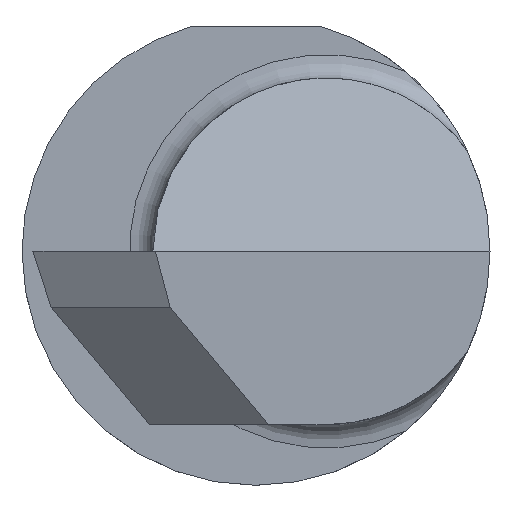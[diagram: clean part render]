
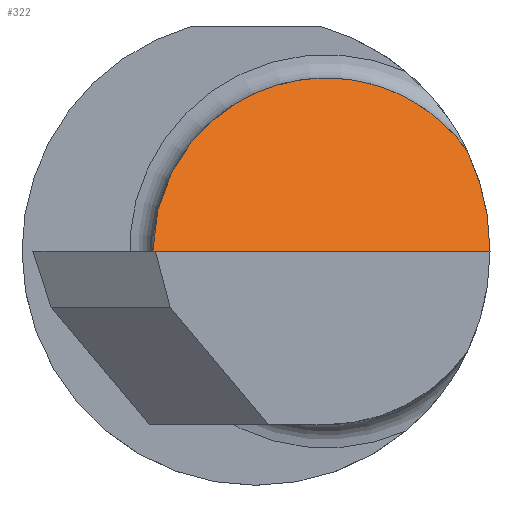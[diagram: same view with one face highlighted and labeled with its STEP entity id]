
A CAD part, left-side view. The second image highlights one B-rep face of the part: STEP entity #322.
In plain terms, the highlighted planar face has unit normal (-0.707, 0, 0.707).
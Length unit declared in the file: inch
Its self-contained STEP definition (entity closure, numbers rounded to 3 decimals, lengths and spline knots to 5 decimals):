
#10 = PLANE ( 'NONE',  #853 ) ;
#84 = CARTESIAN_POINT ( 'NONE',  ( -3.03305, -0.2258, 0.10695 ) ) ;
#111 = CARTESIAN_POINT ( 'NONE',  ( -3.03305, -0.2258, 0.10695 ) ) ;
#143 = DIRECTION ( 'NONE',  ( -0.707, 0., -0.707 ) ) ;
#163 = CARTESIAN_POINT ( 'NONE',  ( -3.14, 0.11015, 0. ) ) ;
#186 = VERTEX_POINT ( 'NONE', #342 ) ;
#252 = CARTESIAN_POINT ( 'NONE',  ( -3.14, -0.25, 0. ) ) ;
#322 = ADVANCED_FACE ( 'NONE', ( #642 ), #10, .F. ) ;
#342 = CARTESIAN_POINT ( 'NONE',  ( -3.14, -0.24985, 0. ) ) ;
#366 = CARTESIAN_POINT ( 'NONE',  ( -3.14, 0.11015, 0. ) ) ;
#386 = ORIENTED_EDGE ( 'NONE', *, *, #509, .F. ) ;
#396 = EDGE_LOOP ( 'NONE', ( #435, #386, #616 ) ) ;
#399 = DIRECTION ( 'NONE',  ( 0., 1., 0. ) ) ;
#405 = CARTESIAN_POINT ( 'NONE',  ( -3.14, -0.24985, 0. ) ) ;
#435 = ORIENTED_EDGE ( 'NONE', *, *, #848, .F. ) ;
#448 = VERTEX_POINT ( 'NONE', #505 ) ;
#449 =( BOUNDED_CURVE ( )  B_SPLINE_CURVE ( 3, ( #366, #854, #508, #84 ),
 .UNSPECIFIED., .F., .T. ) 
 B_SPLINE_CURVE_WITH_KNOTS ( ( 4, 4 ),
 ( 1.5708, 4.09597 ),
 .UNSPECIFIED. ) 
 CURVE ( )  GEOMETRIC_REPRESENTATION_ITEM ( )  RATIONAL_B_SPLINE_CURVE ( ( 1., 0.536, 0.536, 1. ) ) 
 REPRESENTATION_ITEM ( '' )  );
#481 = VERTEX_POINT ( 'NONE', #163 ) ;
#487 = DIRECTION ( 'NONE',  ( 0.707, 0., -0.707 ) ) ;
#505 = CARTESIAN_POINT ( 'NONE',  ( -3.03305, -0.2258, 0.10695 ) ) ;
#508 = CARTESIAN_POINT ( 'NONE',  ( -2.854, -0.09894, 0.286 ) ) ;
#509 = EDGE_CURVE ( 'NONE', #186, #481, #682, .T. ) ;
#615 = EDGE_CURVE ( 'NONE', #186, #448, #648, .T. ) ;
#616 = ORIENTED_EDGE ( 'NONE', *, *, #615, .T. ) ;
#626 = CARTESIAN_POINT ( 'NONE',  ( -3.06662, -0.2417, 0.07338 ) ) ;
#642 = FACE_OUTER_BOUND ( 'NONE', #396, .T. ) ;
#648 =( BOUNDED_CURVE ( )  B_SPLINE_CURVE ( 3, ( #405, #762, #626, #111 ),
 .UNSPECIFIED., .F., .T. ) 
 B_SPLINE_CURVE_WITH_KNOTS ( ( 4, 4 ),
 ( 4.71239, 5.15474 ),
 .UNSPECIFIED. ) 
 CURVE ( )  GEOMETRIC_REPRESENTATION_ITEM ( )  RATIONAL_B_SPLINE_CURVE ( ( 1., 0.984, 0.984, 1. ) ) 
 REPRESENTATION_ITEM ( '' )  );
#678 = VECTOR ( 'NONE', #399, 39.37008 ) ;
#682 = LINE ( 'NONE', #252, #678 ) ;
#762 = CARTESIAN_POINT ( 'NONE',  ( -3.10286, -0.24985, 0.03714 ) ) ;
#848 = EDGE_CURVE ( 'NONE', #481, #448, #449, .T. ) ;
#853 = AXIS2_PLACEMENT_3D ( 'NONE', #900, #487, #143 ) ;
#854 = CARTESIAN_POINT ( 'NONE',  ( -2.92057, 0.11015, 0.21943 ) ) ;
#900 = CARTESIAN_POINT ( 'NONE',  ( -3.14, -0.25, 0. ) ) ;
